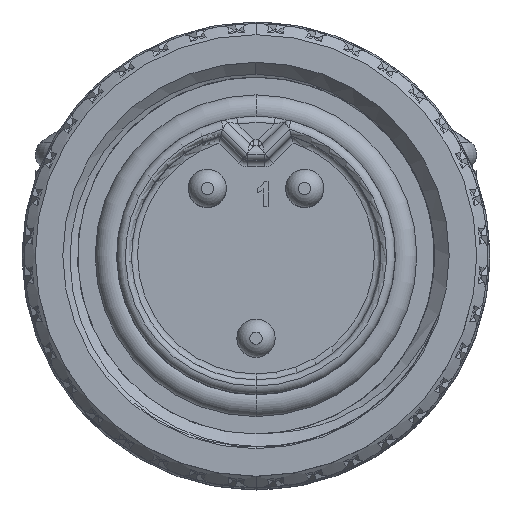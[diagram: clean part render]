
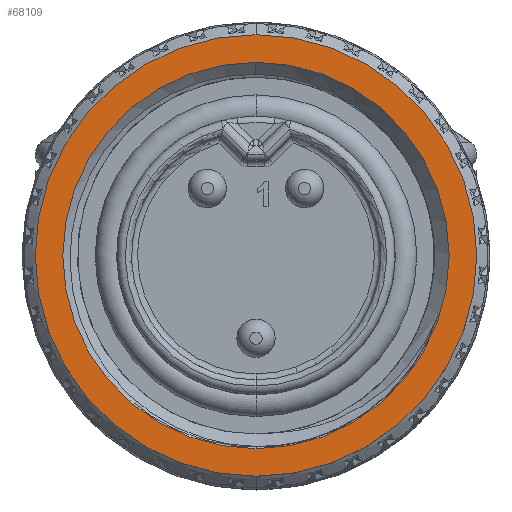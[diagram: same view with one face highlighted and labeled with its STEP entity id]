
A CAD part, top view. The second image highlights one B-rep face of the part: STEP entity #68109.
In plain terms, the highlighted planar face has unit normal (0, 0, 1).
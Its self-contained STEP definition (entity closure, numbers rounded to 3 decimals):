
#4031 = DIRECTION ( 'NONE',  ( 0., -1., 0. ) ) ;
#4573 = EDGE_LOOP ( 'NONE', ( #86003, #13454 ) ) ;
#5642 = DIRECTION ( 'NONE',  ( 0., -1., 0. ) ) ;
#6602 = EDGE_CURVE ( 'NONE', #61159, #29067, #19109, .T. ) ;
#9452 = ORIENTED_EDGE ( 'NONE', *, *, #35442, .T. ) ;
#9692 = CIRCLE ( 'NONE', #47670, 9.144 ) ;
#13454 = ORIENTED_EDGE ( 'NONE', *, *, #46845, .F. ) ;
#14698 = CARTESIAN_POINT ( 'NONE',  ( 0., 9.144, 22.047 ) ) ;
#19109 = CIRCLE ( 'NONE', #78861, 9.144 ) ;
#20547 = VERTEX_POINT ( 'NONE', #67880 ) ;
#21321 = CARTESIAN_POINT ( 'NONE',  ( 0., 0., 22.047 ) ) ;
#22407 = CIRCLE ( 'NONE', #108815, 8.001 ) ;
#29067 = VERTEX_POINT ( 'NONE', #14698 ) ;
#29805 = CARTESIAN_POINT ( 'NONE',  ( 0., 0., 22.047 ) ) ;
#30289 = DIRECTION ( 'NONE',  ( 0., -1., 0. ) ) ;
#30376 = AXIS2_PLACEMENT_3D ( 'NONE', #84018, #101941, #48425 ) ;
#35442 = EDGE_CURVE ( 'NONE', #55744, #20547, #50576, .T. ) ;
#37123 = FACE_BOUND ( 'NONE', #106946, .T. ) ;
#38724 = PLANE ( 'NONE',  #30376 ) ;
#38776 = DIRECTION ( 'NONE',  ( 0., -1., 0. ) ) ;
#45666 = CARTESIAN_POINT ( 'NONE',  ( 0., 8.001, 22.047 ) ) ;
#46845 = EDGE_CURVE ( 'NONE', #29067, #61159, #9692, .T. ) ;
#47670 = AXIS2_PLACEMENT_3D ( 'NONE', #112473, #58983, #5642 ) ;
#48425 = DIRECTION ( 'NONE',  ( 0., -1., 0. ) ) ;
#50576 = CIRCLE ( 'NONE', #101896, 8.001 ) ;
#55744 = VERTEX_POINT ( 'NONE', #45666 ) ;
#57361 = DIRECTION ( 'NONE',  ( 0., 0., -1. ) ) ;
#58983 = DIRECTION ( 'NONE',  ( 0., 0., -1. ) ) ;
#60225 = EDGE_CURVE ( 'NONE', #20547, #55744, #22407, .T. ) ;
#60808 = FACE_OUTER_BOUND ( 'NONE', #4573, .T. ) ;
#61159 = VERTEX_POINT ( 'NONE', #100488 ) ;
#67880 = CARTESIAN_POINT ( 'NONE',  ( 0., -8.001, 22.047 ) ) ;
#68109 = ADVANCED_FACE ( 'NONE', ( #60808, #37123 ), #38724, .T. ) ;
#78861 = AXIS2_PLACEMENT_3D ( 'NONE', #110885, #57361, #4031 ) ;
#80474 = ORIENTED_EDGE ( 'NONE', *, *, #60225, .T. ) ;
#83797 = DIRECTION ( 'NONE',  ( 0., 0., -1. ) ) ;
#84018 = CARTESIAN_POINT ( 'NONE',  ( 0., -8.001, 22.047 ) ) ;
#86003 = ORIENTED_EDGE ( 'NONE', *, *, #6602, .F. ) ;
#92316 = DIRECTION ( 'NONE',  ( 0., 0., -1. ) ) ;
#100488 = CARTESIAN_POINT ( 'NONE',  ( 0., -9.144, 22.047 ) ) ;
#101896 = AXIS2_PLACEMENT_3D ( 'NONE', #21321, #83797, #30289 ) ;
#101941 = DIRECTION ( 'NONE',  ( 0., 0., 1. ) ) ;
#106946 = EDGE_LOOP ( 'NONE', ( #80474, #9452 ) ) ;
#108815 = AXIS2_PLACEMENT_3D ( 'NONE', #29805, #92316, #38776 ) ;
#110885 = CARTESIAN_POINT ( 'NONE',  ( 0., 0., 22.047 ) ) ;
#112473 = CARTESIAN_POINT ( 'NONE',  ( 0., 0., 22.047 ) ) ;
